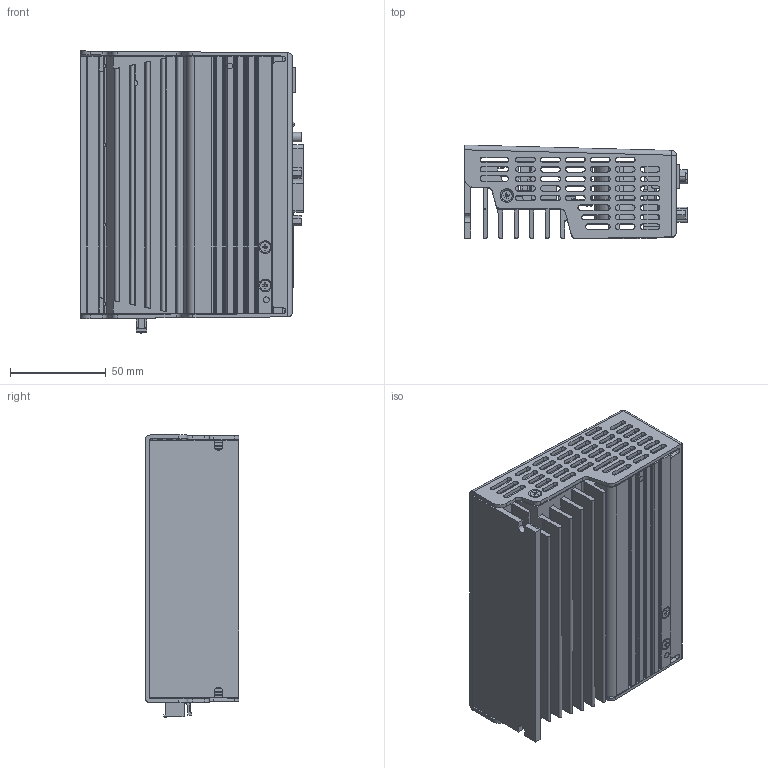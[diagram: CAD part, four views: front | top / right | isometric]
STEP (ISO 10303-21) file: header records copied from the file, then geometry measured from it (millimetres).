
FILE_DESCRIPTION (( 'STEP AP214' ), '1' );
FILE_NAME ('STEAC5 RS485.STEP', '2015-05-11T05:45:35', ( '' ), ( '' ), 'SwSTEP 2.0', 'SolidWorks 2014', '' );
FILE_SCHEMA (( 'AUTOMOTIVE_DESIGN' ));
Length unit declared in the file: millimetre
Products named in the file (1): STEAC5 RS485
Bounding box: 116.21 x 48.8 x 147.19 mm (x, y, z)
Surface area: 173298.6 mm2 (no closed solid volume)
Topology: 0 solids, 71 shells, 1310 faces, 4701 edges, 3402 vertices
Faces by surface type: plane 781, cylinder 478, cone 23, bspline 20, torus 6, sphere 2
Entity records: 65410 total; most frequent: CARTESIAN_POINT 12802, ORIENTED_EDGE 7808, DIRECTION 7150, EDGE_CURVE 4693, VERTEX_POINT 3402, LINE 3314, VECTOR 3314, AXIS2_PLACEMENT_3D 1918
